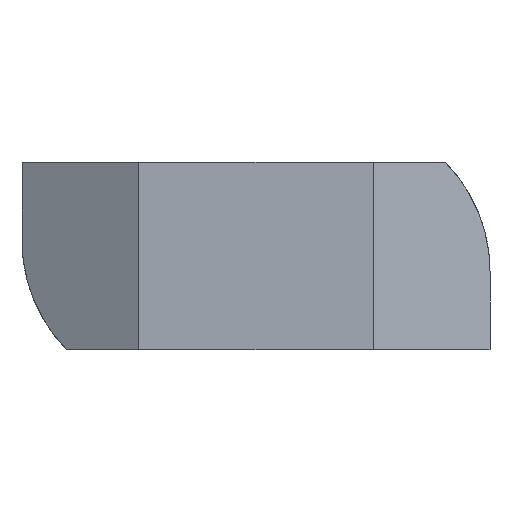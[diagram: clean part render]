
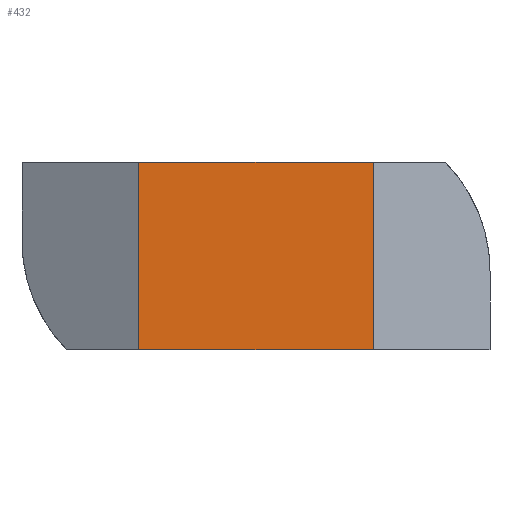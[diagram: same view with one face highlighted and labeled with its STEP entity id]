
A CAD part, front view. The second image highlights one B-rep face of the part: STEP entity #432.
In plain terms, the highlighted planar face has unit normal (0, -1, 0).
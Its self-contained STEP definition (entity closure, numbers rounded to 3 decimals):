
#169 = LINE ( 'NONE', #1229, #7598 ) ;
#284 = VERTEX_POINT ( 'NONE', #631 ) ;
#391 = VECTOR ( 'NONE', #3280, 1000. ) ;
#432 = ADVANCED_FACE ( 'NONE', ( #3250 ), #2179, .T. ) ;
#631 = CARTESIAN_POINT ( 'NONE',  ( 3.75, 0., 0. ) ) ;
#1046 = VERTEX_POINT ( 'NONE', #4820 ) ;
#1229 = CARTESIAN_POINT ( 'NONE',  ( 3.75, 0., -6. ) ) ;
#1354 = ORIENTED_EDGE ( 'NONE', *, *, #7223, .F. ) ;
#1879 = AXIS2_PLACEMENT_3D ( 'NONE', #7389, #8045, #7466 ) ;
#2049 = VERTEX_POINT ( 'NONE', #5680 ) ;
#2179 = PLANE ( 'NONE',  #1879 ) ;
#2233 = VECTOR ( 'NONE', #4409, 1000. ) ;
#2456 = CARTESIAN_POINT ( 'NONE',  ( 3.75, 0., 0. ) ) ;
#2536 = ORIENTED_EDGE ( 'NONE', *, *, #5882, .T. ) ;
#2930 = EDGE_CURVE ( 'NONE', #2049, #284, #6691, .T. ) ;
#3250 = FACE_OUTER_BOUND ( 'NONE', #7275, .T. ) ;
#3280 = DIRECTION ( 'NONE',  ( 0., 0., 1. ) ) ;
#4113 = DIRECTION ( 'NONE',  ( 1., 0., 0. ) ) ;
#4263 = ORIENTED_EDGE ( 'NONE', *, *, #2930, .T. ) ;
#4409 = DIRECTION ( 'NONE',  ( 0., 0., 1. ) ) ;
#4614 = LINE ( 'NONE', #2456, #6145 ) ;
#4699 = CARTESIAN_POINT ( 'NONE',  ( -3.75, 0., 0. ) ) ;
#4820 = CARTESIAN_POINT ( 'NONE',  ( -3.75, 0., -6. ) ) ;
#5157 = VERTEX_POINT ( 'NONE', #4699 ) ;
#5253 = CARTESIAN_POINT ( 'NONE',  ( 3.75, 0., -6. ) ) ;
#5538 = LINE ( 'NONE', #7688, #2233 ) ;
#5680 = CARTESIAN_POINT ( 'NONE',  ( 3.75, 0., -6. ) ) ;
#5711 = EDGE_CURVE ( 'NONE', #1046, #5157, #5538, .T. ) ;
#5882 = EDGE_CURVE ( 'NONE', #1046, #2049, #169, .T. ) ;
#6145 = VECTOR ( 'NONE', #7144, 1000. ) ;
#6691 = LINE ( 'NONE', #5253, #391 ) ;
#7144 = DIRECTION ( 'NONE',  ( 1., 0., 0. ) ) ;
#7223 = EDGE_CURVE ( 'NONE', #5157, #284, #4614, .T. ) ;
#7275 = EDGE_LOOP ( 'NONE', ( #1354, #7987, #2536, #4263 ) ) ;
#7389 = CARTESIAN_POINT ( 'NONE',  ( 3.75, 0., -6. ) ) ;
#7466 = DIRECTION ( 'NONE',  ( 1., 0., 0. ) ) ;
#7598 = VECTOR ( 'NONE', #4113, 1000. ) ;
#7688 = CARTESIAN_POINT ( 'NONE',  ( -3.75, 0., -6. ) ) ;
#7987 = ORIENTED_EDGE ( 'NONE', *, *, #5711, .F. ) ;
#8045 = DIRECTION ( 'NONE',  ( 0., -1., 0. ) ) ;
